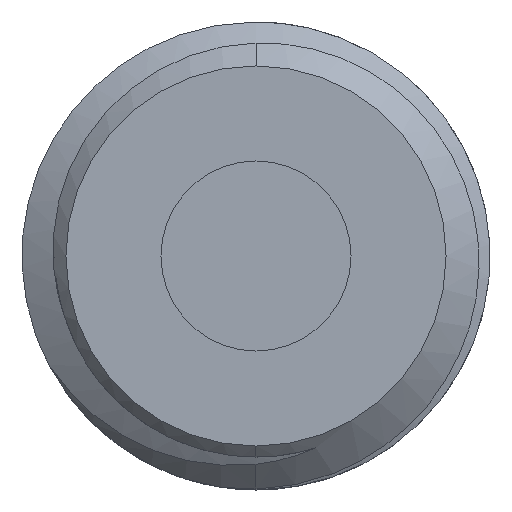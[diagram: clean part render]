
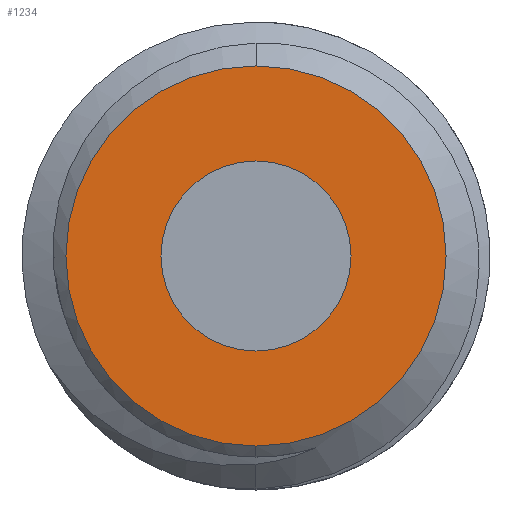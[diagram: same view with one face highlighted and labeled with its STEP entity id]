
A CAD part, left-side view. The second image highlights one B-rep face of the part: STEP entity #1234.
In plain terms, the highlighted planar face has unit normal (-1, 0, 0).
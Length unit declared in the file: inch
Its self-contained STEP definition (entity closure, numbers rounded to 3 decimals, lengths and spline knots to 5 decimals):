
#66 = AXIS2_PLACEMENT_3D ( 'NONE', #2116, #3301, #1523 ) ;
#120 = CARTESIAN_POINT ( 'NONE',  ( 0., 0., -0.125 ) ) ;
#180 = DIRECTION ( 'NONE',  ( 1., 0., 0. ) ) ;
#233 = ORIENTED_EDGE ( 'NONE', *, *, #852, .F. ) ;
#273 = VERTEX_POINT ( 'NONE', #3073 ) ;
#324 = CARTESIAN_POINT ( 'NONE',  ( 0., 0., 0. ) ) ;
#420 = VERTEX_POINT ( 'NONE', #120 ) ;
#445 = FACE_OUTER_BOUND ( 'NONE', #1178, .T. ) ;
#642 = DIRECTION ( 'NONE',  ( 1., 0., 0. ) ) ;
#761 = VERTEX_POINT ( 'NONE', #2831 ) ;
#790 = CARTESIAN_POINT ( 'NONE',  ( 0., 0., 0. ) ) ;
#852 = EDGE_CURVE ( 'NONE', #420, #273, #3036, .T. ) ;
#866 = AXIS2_PLACEMENT_3D ( 'NONE', #324, #642, #2167 ) ;
#909 = DIRECTION ( 'NONE',  ( 1., 0., 0. ) ) ;
#1079 = DIRECTION ( 'NONE',  ( 0., 0., -1. ) ) ;
#1178 = EDGE_LOOP ( 'NONE', ( #233, #3561 ) ) ;
#1234 = ADVANCED_FACE ( 'NONE', ( #3210, #445 ), #3000, .T. ) ;
#1246 = AXIS2_PLACEMENT_3D ( 'NONE', #790, #180, #2891 ) ;
#1307 = AXIS2_PLACEMENT_3D ( 'NONE', #3613, #909, #2998 ) ;
#1335 = EDGE_CURVE ( 'NONE', #761, #2448, #1582, .T. ) ;
#1443 = ORIENTED_EDGE ( 'NONE', *, *, #2161, .T. ) ;
#1452 = ORIENTED_EDGE ( 'NONE', *, *, #1335, .T. ) ;
#1523 = DIRECTION ( 'NONE',  ( 0., 0., 1. ) ) ;
#1582 = CIRCLE ( 'NONE', #866, 0.0625 ) ;
#1667 = EDGE_CURVE ( 'NONE', #273, #420, #2614, .T. ) ;
#1732 = AXIS2_PLACEMENT_3D ( 'NONE', #2571, #1994, #1079 ) ;
#1991 = CIRCLE ( 'NONE', #1246, 0.0625 ) ;
#1994 = DIRECTION ( 'NONE',  ( 1., 0., 0. ) ) ;
#2116 = CARTESIAN_POINT ( 'NONE',  ( 0., 0.125, 0. ) ) ;
#2161 = EDGE_CURVE ( 'NONE', #2448, #761, #1991, .T. ) ;
#2167 = DIRECTION ( 'NONE',  ( 0., 0., -1. ) ) ;
#2448 = VERTEX_POINT ( 'NONE', #3292 ) ;
#2571 = CARTESIAN_POINT ( 'NONE',  ( 0., 0., 0. ) ) ;
#2614 = CIRCLE ( 'NONE', #1307, 0.125 ) ;
#2831 = CARTESIAN_POINT ( 'NONE',  ( 0., 0., -0.0625 ) ) ;
#2891 = DIRECTION ( 'NONE',  ( 0., 0., -1. ) ) ;
#2998 = DIRECTION ( 'NONE',  ( 0., 0., -1. ) ) ;
#3000 = PLANE ( 'NONE',  #66 ) ;
#3036 = CIRCLE ( 'NONE', #1732, 0.125 ) ;
#3073 = CARTESIAN_POINT ( 'NONE',  ( 0., 0., 0.125 ) ) ;
#3210 = FACE_BOUND ( 'NONE', #3762, .T. ) ;
#3292 = CARTESIAN_POINT ( 'NONE',  ( 0., 0., 0.0625 ) ) ;
#3301 = DIRECTION ( 'NONE',  ( -1., 0., 0. ) ) ;
#3561 = ORIENTED_EDGE ( 'NONE', *, *, #1667, .F. ) ;
#3613 = CARTESIAN_POINT ( 'NONE',  ( 0., 0., 0. ) ) ;
#3762 = EDGE_LOOP ( 'NONE', ( #1452, #1443 ) ) ;
